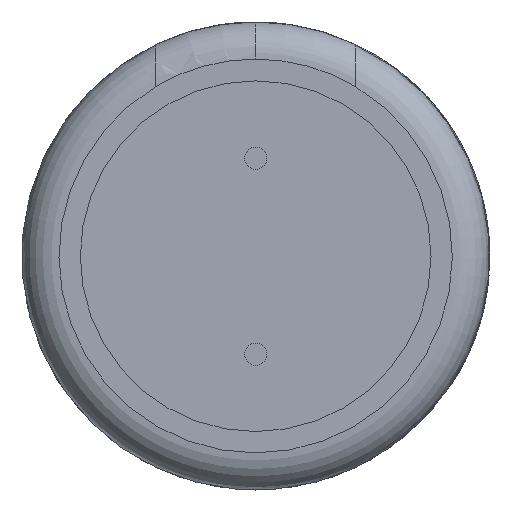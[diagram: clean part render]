
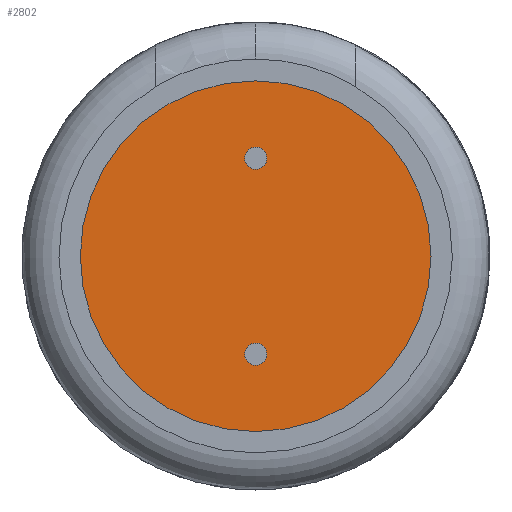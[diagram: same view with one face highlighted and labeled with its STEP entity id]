
A CAD part, front view. The second image highlights one B-rep face of the part: STEP entity #2802.
In plain terms, the highlighted planar face has unit normal (0, -1, 0).
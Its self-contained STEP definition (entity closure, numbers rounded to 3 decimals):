
#371 = DIRECTION ( 'NONE',  ( 0., 0., 1. ) ) ;
#378 = EDGE_LOOP ( 'NONE', ( #12797, #8728 ) ) ;
#460 = EDGE_CURVE ( 'NONE', #4776, #3732, #6241, .T. ) ;
#609 = VERTEX_POINT ( 'NONE', #6354 ) ;
#635 = VERTEX_POINT ( 'NONE', #1316 ) ;
#953 = CARTESIAN_POINT ( 'NONE',  ( 0., -4.931, 0. ) ) ;
#1147 = PLANE ( 'NONE',  #11706 ) ;
#1150 = EDGE_CURVE ( 'NONE', #4299, #14202, #10650, .T. ) ;
#1316 = CARTESIAN_POINT ( 'NONE',  ( 0., -4.931, 2.34 ) ) ;
#1441 = EDGE_CURVE ( 'NONE', #635, #609, #11642, .T. ) ;
#1881 = CARTESIAN_POINT ( 'NONE',  ( 0., -4.931, -2.64 ) ) ;
#1963 = AXIS2_PLACEMENT_3D ( 'NONE', #12972, #7704, #12900 ) ;
#2090 = DIRECTION ( 'NONE',  ( 0., -1., 0. ) ) ;
#2255 = CARTESIAN_POINT ( 'NONE',  ( 0., -4.931, 4.725 ) ) ;
#2548 = DIRECTION ( 'NONE',  ( 0., -1., 0. ) ) ;
#2802 = ADVANCED_FACE ( 'NONE', ( #13142, #3238, #11042 ), #1147, .T. ) ;
#2972 = AXIS2_PLACEMENT_3D ( 'NONE', #1881, #13919, #4034 ) ;
#3238 = FACE_BOUND ( 'NONE', #378, .T. ) ;
#3545 = CARTESIAN_POINT ( 'NONE',  ( 0., -4.931, -2.94 ) ) ;
#3665 = ORIENTED_EDGE ( 'NONE', *, *, #460, .F. ) ;
#3732 = VERTEX_POINT ( 'NONE', #2255 ) ;
#3995 = EDGE_LOOP ( 'NONE', ( #4180, #10956 ) ) ;
#4034 = DIRECTION ( 'NONE',  ( 0., 0., -1. ) ) ;
#4180 = ORIENTED_EDGE ( 'NONE', *, *, #1150, .F. ) ;
#4261 = EDGE_CURVE ( 'NONE', #3732, #4776, #11485, .T. ) ;
#4299 = VERTEX_POINT ( 'NONE', #10272 ) ;
#4368 = EDGE_CURVE ( 'NONE', #14202, #4299, #13576, .T. ) ;
#4460 = DIRECTION ( 'NONE',  ( 0., -1., 0. ) ) ;
#4707 = DIRECTION ( 'NONE',  ( 0., 1., 0. ) ) ;
#4776 = VERTEX_POINT ( 'NONE', #12845 ) ;
#5102 = AXIS2_PLACEMENT_3D ( 'NONE', #6325, #2090, #5247 ) ;
#5247 = DIRECTION ( 'NONE',  ( 0., 0., -1. ) ) ;
#6241 = CIRCLE ( 'NONE', #8575, 4.725 ) ;
#6290 = DIRECTION ( 'NONE',  ( 0., 0., 1. ) ) ;
#6325 = CARTESIAN_POINT ( 'NONE',  ( 0., -4.931, -2.64 ) ) ;
#6354 = CARTESIAN_POINT ( 'NONE',  ( 0., -4.931, 2.94 ) ) ;
#7515 = DIRECTION ( 'NONE',  ( 0., 1., 0. ) ) ;
#7704 = DIRECTION ( 'NONE',  ( 0., -1., 0. ) ) ;
#8575 = AXIS2_PLACEMENT_3D ( 'NONE', #14005, #7515, #6290 ) ;
#8728 = ORIENTED_EDGE ( 'NONE', *, *, #1441, .F. ) ;
#8968 = AXIS2_PLACEMENT_3D ( 'NONE', #953, #4707, #371 ) ;
#9368 = ORIENTED_EDGE ( 'NONE', *, *, #4261, .F. ) ;
#9893 = CARTESIAN_POINT ( 'NONE',  ( 0., -4.931, 4.725 ) ) ;
#10272 = CARTESIAN_POINT ( 'NONE',  ( 0., -4.931, -2.34 ) ) ;
#10650 = CIRCLE ( 'NONE', #5102, 0.3 ) ;
#10956 = ORIENTED_EDGE ( 'NONE', *, *, #4368, .F. ) ;
#11042 = FACE_OUTER_BOUND ( 'NONE', #12280, .T. ) ;
#11279 = CIRCLE ( 'NONE', #12655, 0.3 ) ;
#11347 = CARTESIAN_POINT ( 'NONE',  ( 0., -4.931, 2.64 ) ) ;
#11485 = CIRCLE ( 'NONE', #8968, 4.725 ) ;
#11642 = CIRCLE ( 'NONE', #1963, 0.3 ) ;
#11706 = AXIS2_PLACEMENT_3D ( 'NONE', #9893, #4460, #12193 ) ;
#12193 = DIRECTION ( 'NONE',  ( 0., 0., -1. ) ) ;
#12280 = EDGE_LOOP ( 'NONE', ( #9368, #3665 ) ) ;
#12655 = AXIS2_PLACEMENT_3D ( 'NONE', #11347, #2548, #13510 ) ;
#12797 = ORIENTED_EDGE ( 'NONE', *, *, #13489, .F. ) ;
#12845 = CARTESIAN_POINT ( 'NONE',  ( 0., -4.931, -4.725 ) ) ;
#12900 = DIRECTION ( 'NONE',  ( 0., 0., -1. ) ) ;
#12972 = CARTESIAN_POINT ( 'NONE',  ( 0., -4.931, 2.64 ) ) ;
#13142 = FACE_BOUND ( 'NONE', #3995, .T. ) ;
#13489 = EDGE_CURVE ( 'NONE', #609, #635, #11279, .T. ) ;
#13510 = DIRECTION ( 'NONE',  ( 0., 0., -1. ) ) ;
#13576 = CIRCLE ( 'NONE', #2972, 0.3 ) ;
#13919 = DIRECTION ( 'NONE',  ( 0., -1., 0. ) ) ;
#14005 = CARTESIAN_POINT ( 'NONE',  ( 0., -4.931, 0. ) ) ;
#14202 = VERTEX_POINT ( 'NONE', #3545 ) ;
